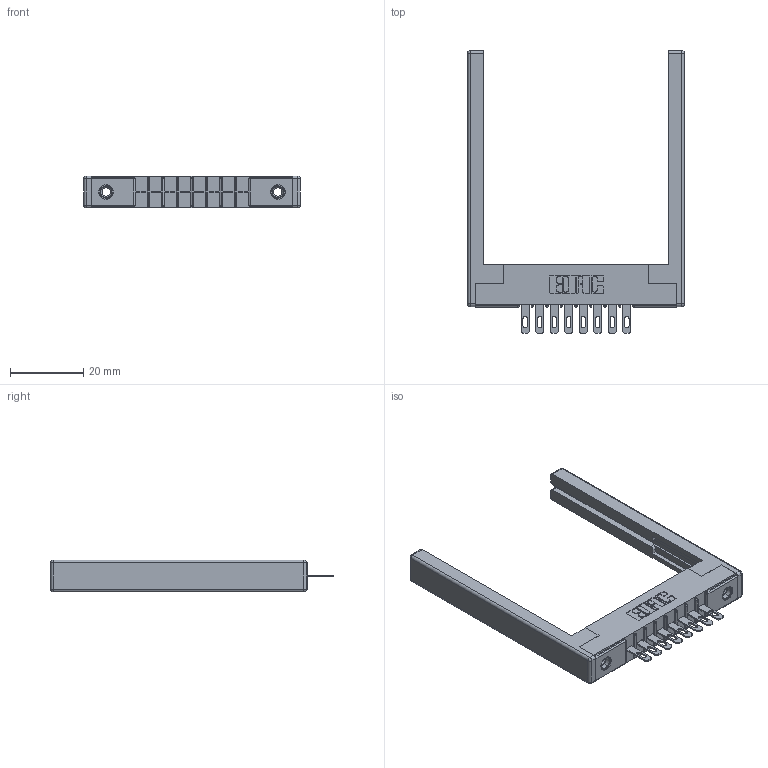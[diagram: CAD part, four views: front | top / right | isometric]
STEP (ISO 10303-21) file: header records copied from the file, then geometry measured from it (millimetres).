
FILE_DESCRIPTION (( 'STEP AP203' ), '1' );
FILE_NAME ('316-008-400-168.STEP', '2020-09-22T14:29:26', ( '' ), ( '' ), 'SwSTEP 2.0', 'SolidWorks 2020', '' );
FILE_SCHEMA (( 'CONFIG_CONTROL_DESIGN' ));
Length unit declared in the file: inch
Products named in the file (5): 307-220-068; 316-008-400-168; 306 Part_.156 Dia; 345-250-001_345-250-001-102; 306-290-001_100
Assembly tree (13 placements, depth 2):
  316-008-400-168
    306 Part_.156 Dia
    306-290-001_100  x8
    345-250-001_345-250-001-102  x2
    307-220-068  x2
Bounding box: 59.13 x 77.17 x 8.71 mm (x, y, z)
Volume: 8560.4 mm3; surface area: 9721.3 mm2
Topology: 13 solids, 13 shells, 878 faces, 2426 edges, 1552 vertices
Faces by surface type: plane 556, cylinder 266, sphere 40, cone 12, torus 4
Entity records: 14788 total; most frequent: CARTESIAN_POINT 2444, DIRECTION 2427, ORIENTED_EDGE 2410, EDGE_CURVE 1205, LINE 917, VECTOR 917, VERTEX_POINT 772, AXIS2_PLACEMENT_3D 755
